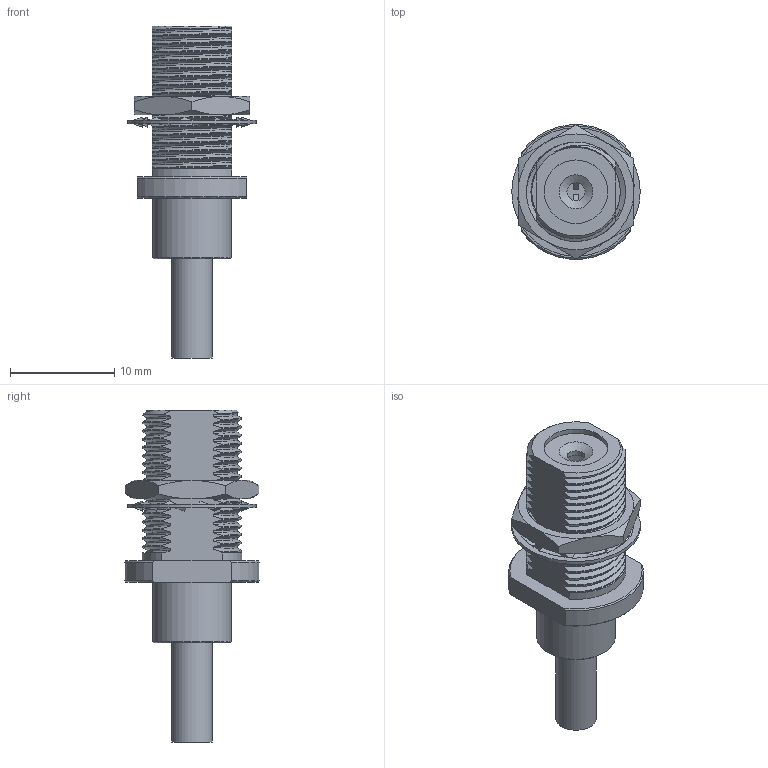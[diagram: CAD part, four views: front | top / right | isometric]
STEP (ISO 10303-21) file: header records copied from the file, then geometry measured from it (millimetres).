
FILE_DESCRIPTION (( 'STEP AP203' ), '1' );
FILE_NAME ('PE45504_3D.step', '2021-08-19T17:46:01', ( '' ), ( '' ), 'SwSTEP 2.0', 'SolidWorks 2021', '' );
FILE_SCHEMA (( 'CONFIG_CONTROL_DESIGN' ));
Length unit declared in the file: inch
Products named in the file (1): PE45504_3D
Bounding box: 12.33 x 12.9 x 31.85 mm (x, y, z)
Volume: 1284.9 mm3; surface area: 1850.3 mm2
Topology: 5 solids, 5 shells, 288 faces, 828 edges, 559 vertices
Faces by surface type: bspline 149, cylinder 68, plane 48, cone 23
Full cylindrical faces by diameter (mm): 1.7 x1, 1.727 x1, 2.7 x1, 3.2 x1, 3.9 x1, 6.096 x2, 7.58 x1, 12.329 x1
Entity records: 97825 total; most frequent: CARTESIAN_POINT 91772, ORIENTED_EDGE 1628, EDGE_CURVE 814, DIRECTION 714, VERTEX_POINT 557, B_SPLINE_CURVE_WITH_KNOTS 330, EDGE_LOOP 313, FACE_OUTER_BOUND 297
